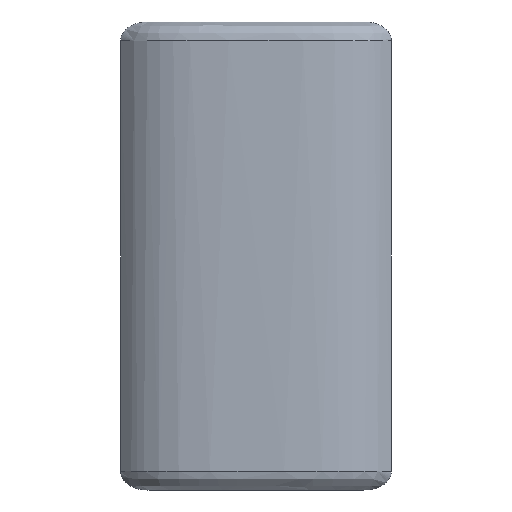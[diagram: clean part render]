
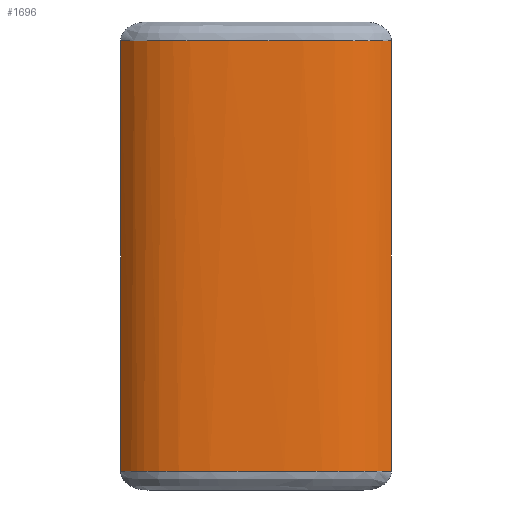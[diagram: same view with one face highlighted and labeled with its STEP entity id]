
A CAD part, front view. The second image highlights one B-rep face of the part: STEP entity #1696.
In plain terms, the highlighted free-form (B-spline) face has degree [4, 1] with [16, 2] control points.
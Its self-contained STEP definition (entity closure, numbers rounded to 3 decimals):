
#15=B_SPLINE_SURFACE_WITH_KNOTS('',4,1,((#2838,#2839),(#2840,#2841),(#2842,
#2843),(#2844,#2845),(#2846,#2847),(#2848,#2849),(#2850,#2851),(#2852,#2853),
(#2854,#2855),(#2856,#2857),(#2858,#2859),(#2860,#2861),(#2862,#2863),(#2864,
#2865),(#2866,#2867),(#2868,#2869)),.UNSPECIFIED.,.F.,.F.,.F.,(5,1,1,1,
1,1,1,1,1,1,1,1,5),(2,2),(-1.,-0.841,-0.762,-0.677,
-0.593,-0.546,-0.454,-0.407,
-0.323,-0.238,-0.159,-0.081,
0.),(-3.75,3.75),.UNSPECIFIED.);
#105=B_SPLINE_CURVE_WITH_KNOTS('',3,(#2872,#2873,#2874,#2875,#2876,#2877,
#2878,#2879,#2880,#2881,#2882,#2883,#2884,#2885,#2886,#2887,#2888),
 .UNSPECIFIED.,.F.,.F.,(4,1,1,1,1,1,1,1,1,1,1,1,1,1,4),(-3.785,
-3.588,-3.49,-3.391,-3.194,
-2.997,-2.603,-2.209,-2.011,
-1.814,-1.617,-1.42,-1.223,
-1.125,-1.026),.UNSPECIFIED.);
#106=B_SPLINE_CURVE_WITH_KNOTS('',3,(#2890,#2891,#2892,#2893,#2894,#2895),
 .UNSPECIFIED.,.F.,.F.,(4,2,4),(-4.8,-2.5,-0.2),
 .UNSPECIFIED.);
#107=B_SPLINE_CURVE_WITH_KNOTS('',3,(#2897,#2898,#2899,#2900,#2901,#2902,
#2903,#2904,#2905,#2906,#2907,#2908,#2909,#2910,#2911),.UNSPECIFIED.,.F.,
 .F.,(4,1,1,1,1,1,1,1,1,1,1,1,4),(-3.786,-3.589,-3.392,
-3.195,-2.998,-2.604,-2.21,
-2.012,-1.815,-1.618,-1.421,
-1.224,-1.027),.UNSPECIFIED.);
#108=B_SPLINE_CURVE_WITH_KNOTS('',3,(#2912,#2913,#2914,#2915,#2916,#2917),
 .UNSPECIFIED.,.F.,.F.,(4,2,4),(-4.8,-2.5,-0.2),
 .UNSPECIFIED.);
#198=FACE_OUTER_BOUND('',#294,.T.);
#294=EDGE_LOOP('',(#1396,#1397,#1398,#1399));
#783=VERTEX_POINT('',#2870);
#784=VERTEX_POINT('',#2871);
#785=VERTEX_POINT('',#2889);
#786=VERTEX_POINT('',#2896);
#1015=EDGE_CURVE('',#783,#784,#105,.T.);
#1016=EDGE_CURVE('',#783,#785,#106,.T.);
#1017=EDGE_CURVE('',#786,#785,#107,.T.);
#1018=EDGE_CURVE('',#786,#784,#108,.T.);
#1396=ORIENTED_EDGE('',*,*,#1015,.F.);
#1397=ORIENTED_EDGE('',*,*,#1016,.T.);
#1398=ORIENTED_EDGE('',*,*,#1017,.F.);
#1399=ORIENTED_EDGE('',*,*,#1018,.T.);
#1696=ADVANCED_FACE('',(#198),#15,.T.);
#2838=CARTESIAN_POINT('Ctrl Pts',(-17.5,0.,-37.5));
#2839=CARTESIAN_POINT('Ctrl Pts',(-17.5,0.,37.5));
#2840=CARTESIAN_POINT('Ctrl Pts',(-17.5,-2.876,-37.5));
#2841=CARTESIAN_POINT('Ctrl Pts',(-17.5,-2.876,37.5));
#2842=CARTESIAN_POINT('Ctrl Pts',(-17.344,-6.293,-37.5));
#2843=CARTESIAN_POINT('Ctrl Pts',(-17.344,-6.293,37.5));
#2844=CARTESIAN_POINT('Ctrl Pts',(-16.491,-8.659,-37.5));
#2845=CARTESIAN_POINT('Ctrl Pts',(-16.491,-8.659,37.5));
#2846=CARTESIAN_POINT('Ctrl Pts',(-12.791,-13.172,-37.5));
#2847=CARTESIAN_POINT('Ctrl Pts',(-12.791,-13.172,37.5));
#2848=CARTESIAN_POINT('Ctrl Pts',(-8.99,-14.6,-37.5));
#2849=CARTESIAN_POINT('Ctrl Pts',(-8.99,-14.6,37.5));
#2850=CARTESIAN_POINT('Ctrl Pts',(-3.947,-15.07,-37.5));
#2851=CARTESIAN_POINT('Ctrl Pts',(-3.947,-15.07,37.5));
#2852=CARTESIAN_POINT('Ctrl Pts',(0.,-14.963,
-37.5));
#2853=CARTESIAN_POINT('Ctrl Pts',(0.,-14.963,
37.5));
#2854=CARTESIAN_POINT('Ctrl Pts',(3.947,-15.07,-37.5));
#2855=CARTESIAN_POINT('Ctrl Pts',(3.947,-15.07,37.5));
#2856=CARTESIAN_POINT('Ctrl Pts',(8.992,-14.608,-37.5));
#2857=CARTESIAN_POINT('Ctrl Pts',(8.992,-14.608,37.5));
#2858=CARTESIAN_POINT('Ctrl Pts',(12.788,-13.158,-37.5));
#2859=CARTESIAN_POINT('Ctrl Pts',(12.788,-13.158,37.5));
#2860=CARTESIAN_POINT('Ctrl Pts',(15.768,-9.601,-37.5));
#2861=CARTESIAN_POINT('Ctrl Pts',(15.768,-9.601,37.5));
#2862=CARTESIAN_POINT('Ctrl Pts',(17.116,-6.798,-37.5));
#2863=CARTESIAN_POINT('Ctrl Pts',(17.116,-6.798,37.5));
#2864=CARTESIAN_POINT('Ctrl Pts',(17.5,-4.331,-37.5));
#2865=CARTESIAN_POINT('Ctrl Pts',(17.5,-4.331,37.5));
#2866=CARTESIAN_POINT('Ctrl Pts',(17.5,-1.455,-37.5));
#2867=CARTESIAN_POINT('Ctrl Pts',(17.5,-1.455,37.5));
#2868=CARTESIAN_POINT('Ctrl Pts',(17.5,0.,-37.5));
#2869=CARTESIAN_POINT('Ctrl Pts',(17.5,0.,37.5));
#2870=CARTESIAN_POINT('',(-14.44,-11.,23.));
#2871=CARTESIAN_POINT('',(14.456,-11.,23.));
#2872=CARTESIAN_POINT('Ctrl Pts',(-14.44,-11.,23.));
#2873=CARTESIAN_POINT('Ctrl Pts',(-13.93,-11.581,23.));
#2874=CARTESIAN_POINT('Ctrl Pts',(-13.06,-12.421,23.));
#2875=CARTESIAN_POINT('Ctrl Pts',(-11.647,-13.338,23.));
#2876=CARTESIAN_POINT('Ctrl Pts',(-10.118,-14.049,23.));
#2877=CARTESIAN_POINT('Ctrl Pts',(-8.255,-14.547,23.));
#2878=CARTESIAN_POINT('Ctrl Pts',(-5.401,-14.951,23.));
#2879=CARTESIAN_POINT('Ctrl Pts',(-1.919,-15.011,23.));
#2880=CARTESIAN_POINT('Ctrl Pts',(1.302,-15.001,23.));
#2881=CARTESIAN_POINT('Ctrl Pts',(4.027,-14.98,23.));
#2882=CARTESIAN_POINT('Ctrl Pts',(6.114,-14.849,23.));
#2883=CARTESIAN_POINT('Ctrl Pts',(8.267,-14.549,23.));
#2884=CARTESIAN_POINT('Ctrl Pts',(10.523,-13.941,23.));
#2885=CARTESIAN_POINT('Ctrl Pts',(12.389,-12.928,23.));
#2886=CARTESIAN_POINT('Ctrl Pts',(13.653,-11.86,23.));
#2887=CARTESIAN_POINT('Ctrl Pts',(14.199,-11.292,23.));
#2888=CARTESIAN_POINT('Ctrl Pts',(14.456,-11.,23.));
#2889=CARTESIAN_POINT('',(-14.44,-11.,-23.));
#2890=CARTESIAN_POINT('Ctrl Pts',(-14.44,-11.,23.));
#2891=CARTESIAN_POINT('Ctrl Pts',(-14.44,-11.,15.333));
#2892=CARTESIAN_POINT('Ctrl Pts',(-14.44,-11.,7.667));
#2893=CARTESIAN_POINT('Ctrl Pts',(-14.44,-11.,-7.667));
#2894=CARTESIAN_POINT('Ctrl Pts',(-14.44,-11.,-15.333));
#2895=CARTESIAN_POINT('Ctrl Pts',(-14.44,-11.,-23.));
#2896=CARTESIAN_POINT('',(14.456,-11.,-23.));
#2897=CARTESIAN_POINT('Ctrl Pts',(14.456,-11.,-23.));
#2898=CARTESIAN_POINT('Ctrl Pts',(13.942,-11.585,-23.));
#2899=CARTESIAN_POINT('Ctrl Pts',(12.768,-12.718,-23.));
#2900=CARTESIAN_POINT('Ctrl Pts',(10.534,-13.939,-23.));
#2901=CARTESIAN_POINT('Ctrl Pts',(8.256,-14.551,-23.));
#2902=CARTESIAN_POINT('Ctrl Pts',(5.408,-14.954,-23.));
#2903=CARTESIAN_POINT('Ctrl Pts',(1.942,-15.011,-23.));
#2904=CARTESIAN_POINT('Ctrl Pts',(-1.285,-15.002,-23.));
#2905=CARTESIAN_POINT('Ctrl Pts',(-4.011,-14.979,-23.));
#2906=CARTESIAN_POINT('Ctrl Pts',(-6.107,-14.847,-23.));
#2907=CARTESIAN_POINT('Ctrl Pts',(-8.243,-14.55,-23.));
#2908=CARTESIAN_POINT('Ctrl Pts',(-10.505,-13.949,-23.));
#2909=CARTESIAN_POINT('Ctrl Pts',(-12.756,-12.728,-23.));
#2910=CARTESIAN_POINT('Ctrl Pts',(-13.931,-11.579,-23.));
#2911=CARTESIAN_POINT('Ctrl Pts',(-14.44,-11.,-23.));
#2912=CARTESIAN_POINT('Ctrl Pts',(14.456,-11.,-23.));
#2913=CARTESIAN_POINT('Ctrl Pts',(14.456,-11.,-15.333));
#2914=CARTESIAN_POINT('Ctrl Pts',(14.456,-11.,-7.667));
#2915=CARTESIAN_POINT('Ctrl Pts',(14.456,-11.,7.667));
#2916=CARTESIAN_POINT('Ctrl Pts',(14.456,-11.,15.333));
#2917=CARTESIAN_POINT('Ctrl Pts',(14.456,-11.,23.));
